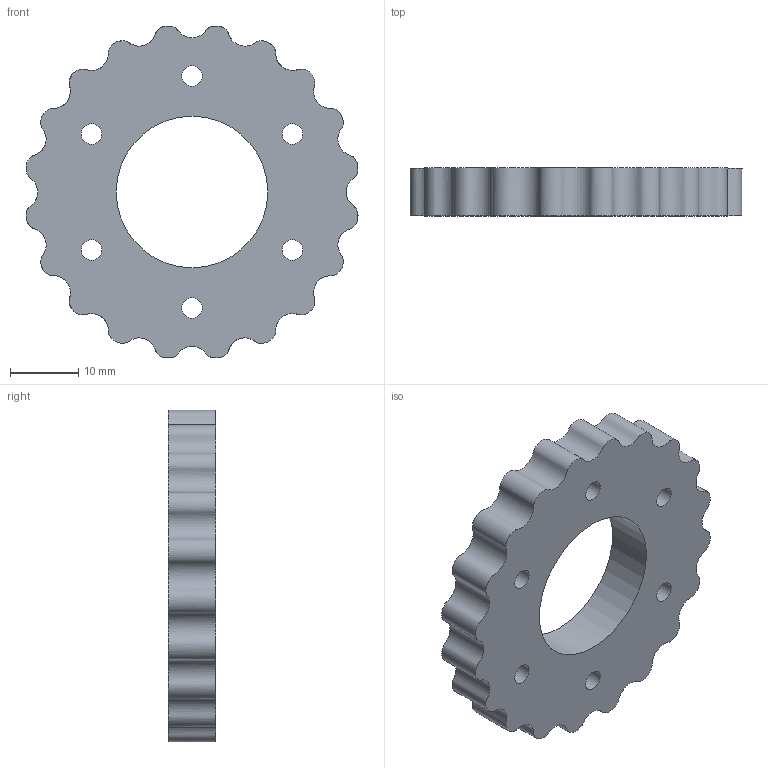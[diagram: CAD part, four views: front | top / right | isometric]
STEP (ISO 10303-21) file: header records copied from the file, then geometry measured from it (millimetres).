
FILE_DESCRIPTION(/* description */ (''),/* implementation_level */ '2;1');
FILE_NAME(/* name */ 'Gearwheel 20 teeth.stp',/* time_stamp */ '2018-06-12T21:01:56+02:00',/* author */ ('Leo'),/* organization */ (''),/* preprocessor_version */ 'ST-DEVELOPER v16.13',/* originating_system */ 'Autodesk Inventor 2018',/* authorisation */ '');
FILE_SCHEMA (('AUTOMOTIVE_DESIGN { 1 0 10303 214 3 1 1 }'));
Length unit declared in the file: millimetre
Products named in the file (1): Pignon 20 dents
Bounding box: 48.65 x 7 x 48.65 mm (x, y, z)
Volume: 9320.7 mm3; surface area: 6568.5 mm2
Topology: 1 solids, 1 shells, 10 faces, 24 edges, 16 vertices
Faces by surface type: cylinder 7, plane 2, bspline 1
Full cylindrical faces by diameter (mm): 3 x6, 22.2 x1
Entity records: 9148 total; most frequent: CARTESIAN_POINT 8865, DIRECTION 49, ORIENTED_EDGE 34, EDGE_LOOP 31, AXIS2_PLACEMENT_3D 24, FACE_BOUND 21, EDGE_CURVE 17, VERTEX_POINT 16
